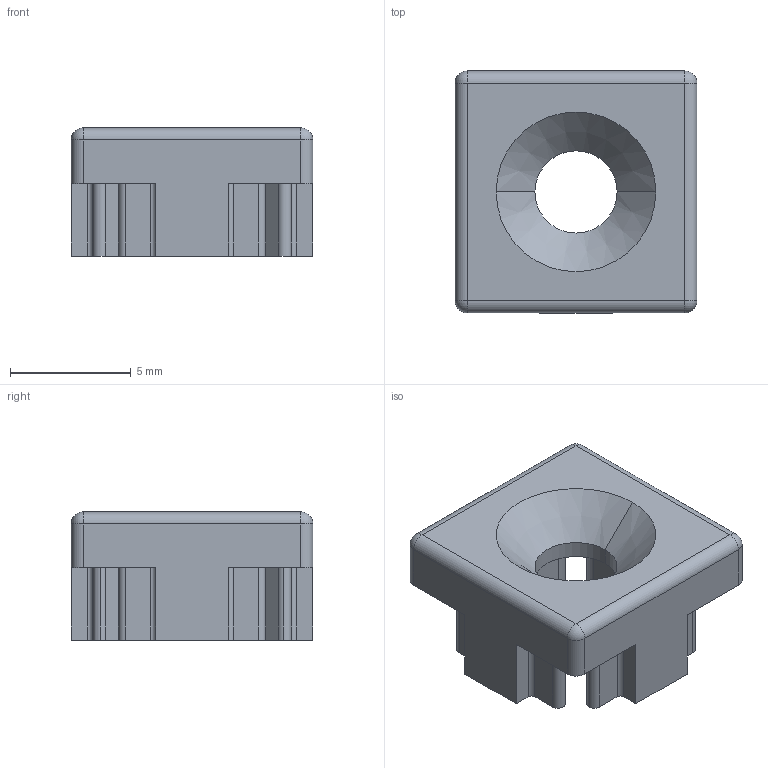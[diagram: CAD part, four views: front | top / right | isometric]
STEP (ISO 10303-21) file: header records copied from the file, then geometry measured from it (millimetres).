
FILE_DESCRIPTION (( 'STEP AP203' ), '1' );
FILE_NAME ('猾裔.STEP', '2025-04-16T06:55:17', ( '' ), ( '' ), 'SwSTEP 2.0', 'SolidWorks 2022', '' );
FILE_SCHEMA (( 'CONFIG_CONTROL_DESIGN' ));
Length unit declared in the file: millimetre
Products named in the file (1): 猾裔
Bounding box: 10 x 10 x 5.3 mm (x, y, z)
Volume: 339.7 mm3; surface area: 468.7 mm2
Topology: 1 solids, 1 shells, 80 faces, 224 edges, 142 vertices
Faces by surface type: plane 38, cylinder 36, sphere 4, cone 2
Entity records: 2627 total; most frequent: DIRECTION 456, CARTESIAN_POINT 443, ORIENTED_EDGE 440, EDGE_CURVE 220, AXIS2_PLACEMENT_3D 155, VECTOR 146, LINE 146, VERTEX_POINT 142
